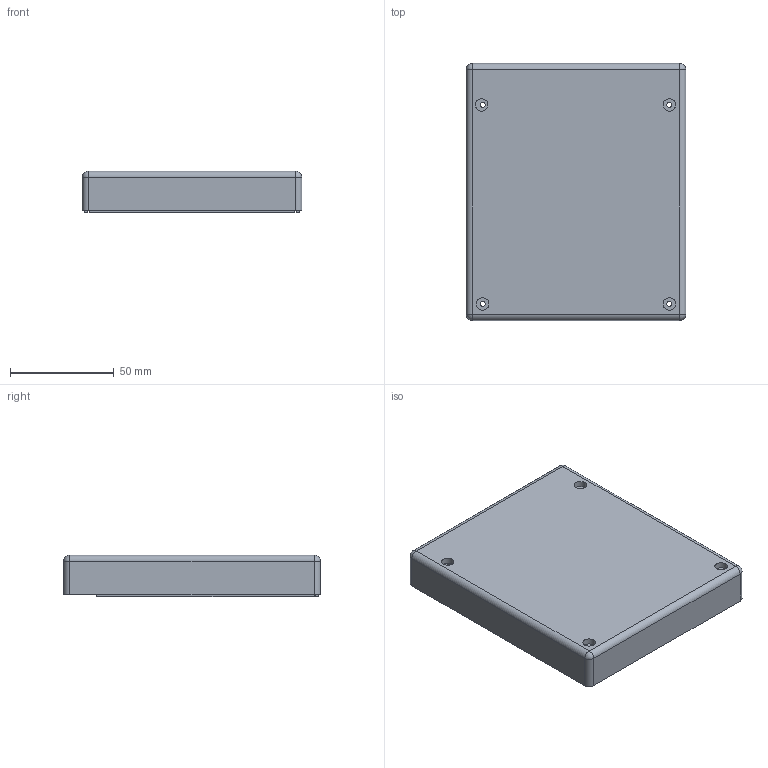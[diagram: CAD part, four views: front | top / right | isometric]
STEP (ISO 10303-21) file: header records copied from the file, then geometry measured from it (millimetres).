
FILE_DESCRIPTION(('FreeCAD Model'),'2;1');
FILE_NAME('Open CASCADE Shape Model','2024-06-28T15:05:14',('Author'),( ''),'Open CASCADE STEP processor 7.6','FreeCAD','Unknown');
FILE_SCHEMA(('AUTOMOTIVE_DESIGN { 1 0 10303 214 1 1 1 1 }'));
Length unit declared in the file: millimetre
Products named in the file (1): BaseFinal
Bounding box: 106 x 124 x 20 mm (x, y, z)
Volume: 47480.1 mm3; surface area: 40147.8 mm2
Topology: 1 solids, 1 shells, 93 faces, 223 edges, 134 vertices
Faces by surface type: plane 59, cylinder 27, sphere 7
Full cylindrical faces by diameter (mm): 2.5 x4, 6 x4, 8 x4
Entity records: 2675 total; most frequent: CARTESIAN_POINT 471, DIRECTION 458, ORIENTED_EDGE 434, EDGE_CURVE 217, LINE 162, VECTOR 162, AXIS2_PLACEMENT_3D 148, VERTEX_POINT 134
